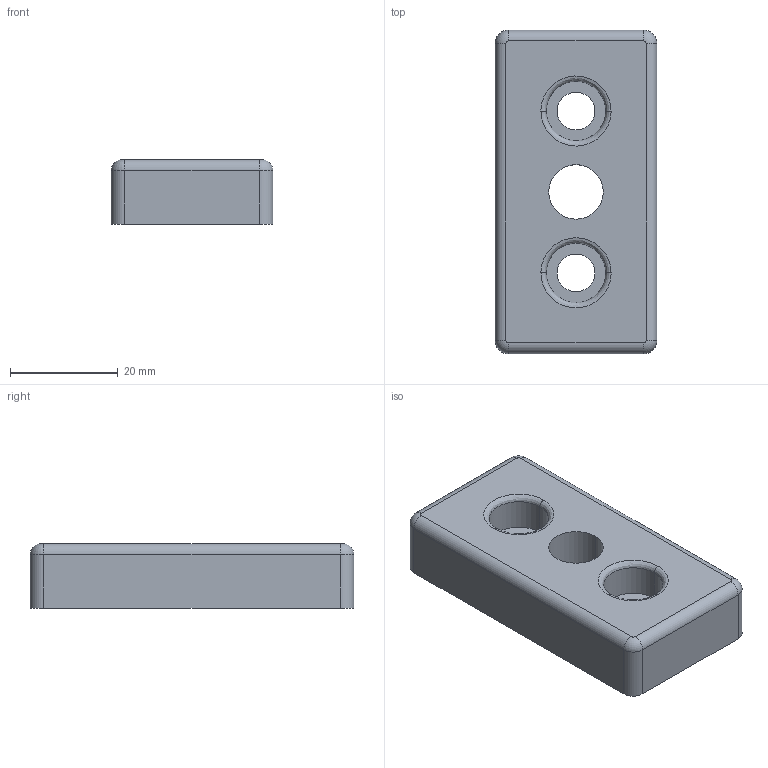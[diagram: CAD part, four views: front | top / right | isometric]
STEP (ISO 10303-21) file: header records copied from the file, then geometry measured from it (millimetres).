
FILE_DESCRIPTION (( 'STEP AP203' ), '1' );
FILE_NAME ('203500401_c_1.STEP', '2022-12-10T04:32:30', ( '' ), ( '' ), 'SwSTEP 2.0', 'SolidWorks 2014', '' );
FILE_SCHEMA (( 'CONFIG_CONTROL_DESIGN' ));
Length unit declared in the file: millimetre
Products named in the file (1): 203500401_c_1
Bounding box: 30 x 60 x 12 mm (x, y, z)
Volume: 15264.9 mm3; surface area: 8696.7 mm2
Topology: 1 solids, 1 shells, 116 faces, 300 edges, 196 vertices
Faces by surface type: cylinder 64, plane 44, bspline 4, torus 4
Entity records: 3717 total; most frequent: CARTESIAN_POINT 685, DIRECTION 658, ORIENTED_EDGE 600, EDGE_CURVE 300, AXIS2_PLACEMENT_3D 249, VERTEX_POINT 196, VECTOR 160, LINE 160
